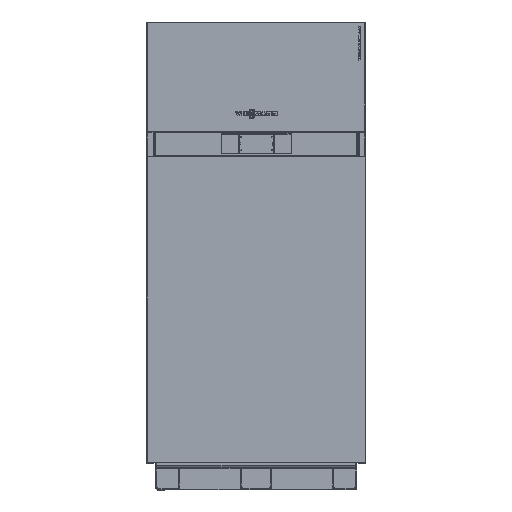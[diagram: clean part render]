
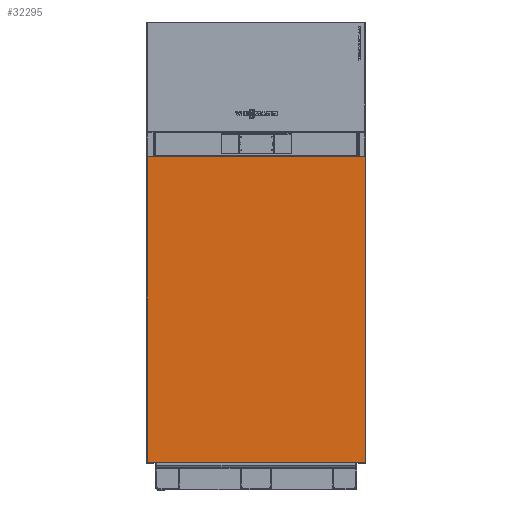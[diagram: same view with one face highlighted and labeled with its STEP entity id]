
A CAD part, top view. The second image highlights one B-rep face of the part: STEP entity #32295.
In plain terms, the highlighted planar face has unit normal (0, 0, 1).
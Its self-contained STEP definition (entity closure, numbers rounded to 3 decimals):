
#2569=FACE_OUTER_BOUND('',#3881,.T.);
#3881=EDGE_LOOP('',(#24415,#24416,#24417,#24418,#24419,#24420,#24421,#24422));
#5991=LINE('',#48796,#9786);
#6035=LINE('',#48993,#9830);
#6036=LINE('',#48995,#9831);
#6037=LINE('',#48997,#9832);
#6038=LINE('',#48999,#9833);
#6039=LINE('',#49000,#9834);
#6040=LINE('',#49002,#9835);
#6041=LINE('',#49003,#9836);
#9786=VECTOR('',#39055,0.039);
#9830=VECTOR('',#39227,0.039);
#9831=VECTOR('',#39228,0.039);
#9832=VECTOR('',#39229,0.039);
#9833=VECTOR('',#39230,0.039);
#9834=VECTOR('',#39231,0.039);
#9835=VECTOR('',#39232,0.039);
#9836=VECTOR('',#39233,0.039);
#13766=VERTEX_POINT('',#48793);
#13767=VERTEX_POINT('',#48795);
#13821=VERTEX_POINT('',#48991);
#13822=VERTEX_POINT('',#48992);
#13823=VERTEX_POINT('',#48994);
#13824=VERTEX_POINT('',#48996);
#13825=VERTEX_POINT('',#48998);
#13826=VERTEX_POINT('',#49001);
#18314=EDGE_CURVE('',#13767,#13766,#5991,.T.);
#18402=EDGE_CURVE('',#13821,#13822,#6035,.T.);
#18403=EDGE_CURVE('',#13821,#13823,#6036,.T.);
#18404=EDGE_CURVE('',#13824,#13823,#6037,.T.);
#18405=EDGE_CURVE('',#13825,#13824,#6038,.T.);
#18406=EDGE_CURVE('',#13767,#13825,#6039,.T.);
#18407=EDGE_CURVE('',#13826,#13766,#6040,.T.);
#18408=EDGE_CURVE('',#13822,#13826,#6041,.T.);
#24415=ORIENTED_EDGE('',*,*,#18402,.F.);
#24416=ORIENTED_EDGE('',*,*,#18403,.T.);
#24417=ORIENTED_EDGE('',*,*,#18404,.F.);
#24418=ORIENTED_EDGE('',*,*,#18405,.F.);
#24419=ORIENTED_EDGE('',*,*,#18406,.F.);
#24420=ORIENTED_EDGE('',*,*,#18314,.T.);
#24421=ORIENTED_EDGE('',*,*,#18407,.F.);
#24422=ORIENTED_EDGE('',*,*,#18408,.F.);
#30050=PLANE('',#34496);
#32295=ADVANCED_FACE('',(#2569),#30050,.T.);
#34496=AXIS2_PLACEMENT_3D('',#48990,#39225,#39226);
#39055=DIRECTION('',(0.,-1.,0.));
#39225=DIRECTION('center_axis',(0.,0.,
1.));
#39226=DIRECTION('ref_axis',(1.,0.,0.));
#39227=DIRECTION('',(-1.,0.,0.));
#39228=DIRECTION('',(0.,1.,0.));
#39229=DIRECTION('',(1.,0.,0.));
#39230=DIRECTION('',(1.,0.,0.));
#39231=DIRECTION('',(1.,0.,0.));
#39232=DIRECTION('',(-1.,0.,0.));
#39233=DIRECTION('',(-1.,0.,0.));
#48793=CARTESIAN_POINT('',(-18.534,4.803,77.642));
#48795=CARTESIAN_POINT('',(-18.534,59.725,77.642));
#48796=CARTESIAN_POINT('',(-18.534,59.764,77.642));
#48990=CARTESIAN_POINT('Origin',(20.561,4.764,77.642));
#48991=CARTESIAN_POINT('',(20.522,4.803,77.642));
#48992=CARTESIAN_POINT('',(20.521,4.803,77.642));
#48993=CARTESIAN_POINT('',(-18.534,4.803,77.642));
#48994=CARTESIAN_POINT('',(20.522,59.725,77.642));
#48995=CARTESIAN_POINT('',(20.522,4.764,77.642));
#48996=CARTESIAN_POINT('',(20.521,59.725,77.642));
#48997=CARTESIAN_POINT('',(20.522,59.725,77.642));
#48998=CARTESIAN_POINT('',(-18.533,59.725,77.642));
#48999=CARTESIAN_POINT('',(-18.533,59.725,77.642));
#49000=CARTESIAN_POINT('',(20.522,59.725,77.642));
#49001=CARTESIAN_POINT('',(-18.533,4.803,77.642));
#49002=CARTESIAN_POINT('',(-18.534,4.803,77.642));
#49003=CARTESIAN_POINT('',(20.521,4.803,77.642));
